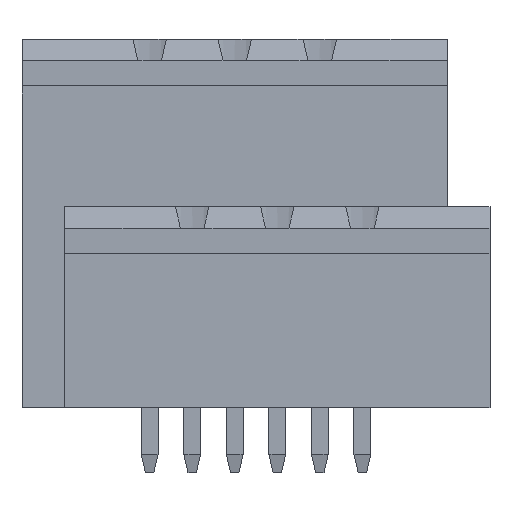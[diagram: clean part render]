
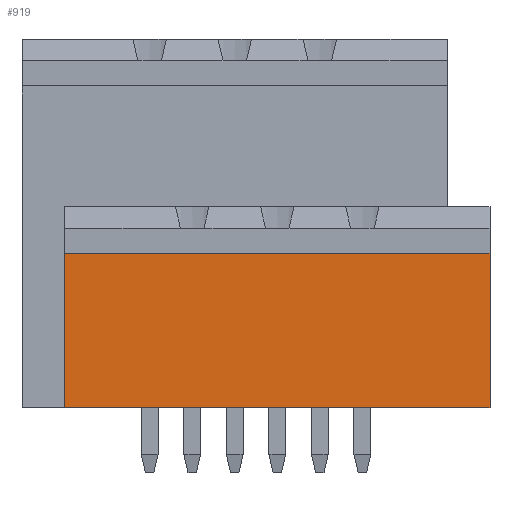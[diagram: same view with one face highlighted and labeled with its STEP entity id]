
A CAD part, front view. The second image highlights one B-rep face of the part: STEP entity #919.
In plain terms, the highlighted planar face has unit normal (0, -1, 0).
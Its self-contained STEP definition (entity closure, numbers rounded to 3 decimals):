
#919 = ADVANCED_FACE( '', ( #1911 ), #1912, .F. );
#1911 = FACE_OUTER_BOUND( '', #3027, .T. );
#1912 = PLANE( '', #3028 );
#3027 = EDGE_LOOP( '', ( #5441, #5442, #5443, #5444 ) );
#3028 = AXIS2_PLACEMENT_3D( '', #5445, #5446, #5447 );
#5441 = ORIENTED_EDGE( '', *, *, #7785, .F. );
#5442 = ORIENTED_EDGE( '', *, *, #7786, .F. );
#5443 = ORIENTED_EDGE( '', *, *, #7787, .F. );
#5444 = ORIENTED_EDGE( '', *, *, #7788, .F. );
#5445 = CARTESIAN_POINT( '', ( 0., -18.85, 0. ) );
#5446 = DIRECTION( '', ( 0., 1., 0. ) );
#5447 = DIRECTION( '', ( 0., 0., 1. ) );
#7785 = EDGE_CURVE( '', #9670, #9671, #9672, .T. );
#7786 = EDGE_CURVE( '', #9673, #9670, #9674, .T. );
#7787 = EDGE_CURVE( '', #9675, #9673, #9676, .T. );
#7788 = EDGE_CURVE( '', #9671, #9675, #9677, .T. );
#9670 = VERTEX_POINT( '', #12469 );
#9671 = VERTEX_POINT( '', #12470 );
#9672 = LINE( '', #12471, #12472 );
#9673 = VERTEX_POINT( '', #12473 );
#9674 = LINE( '', #12474, #12475 );
#9675 = VERTEX_POINT( '', #12476 );
#9676 = LINE( '', #12477, #12478 );
#9677 = LINE( '', #12479, #12480 );
#12469 = CARTESIAN_POINT( '', ( -10.16, -18.85, -11. ) );
#12470 = CARTESIAN_POINT( '', ( -10.16, -18.85, -1.8 ) );
#12471 = CARTESIAN_POINT( '', ( -10.16, -18.85, -11. ) );
#12472 = VECTOR( '', #13957, 1000. );
#12473 = CARTESIAN_POINT( '', ( 15.24, -18.85, -11. ) );
#12474 = CARTESIAN_POINT( '', ( 15.24, -18.85, -11. ) );
#12475 = VECTOR( '', #13958, 1000. );
#12476 = CARTESIAN_POINT( '', ( 15.24, -18.85, -1.8 ) );
#12477 = CARTESIAN_POINT( '', ( 15.24, -18.85, -1.8 ) );
#12478 = VECTOR( '', #13959, 1000. );
#12479 = CARTESIAN_POINT( '', ( -10.16, -18.85, -1.8 ) );
#12480 = VECTOR( '', #13960, 1000. );
#13957 = DIRECTION( '', ( 0., 0., 1. ) );
#13958 = DIRECTION( '', ( -1., 0., 0. ) );
#13959 = DIRECTION( '', ( 0., 0., -1. ) );
#13960 = DIRECTION( '', ( 1., 0., 0. ) );
